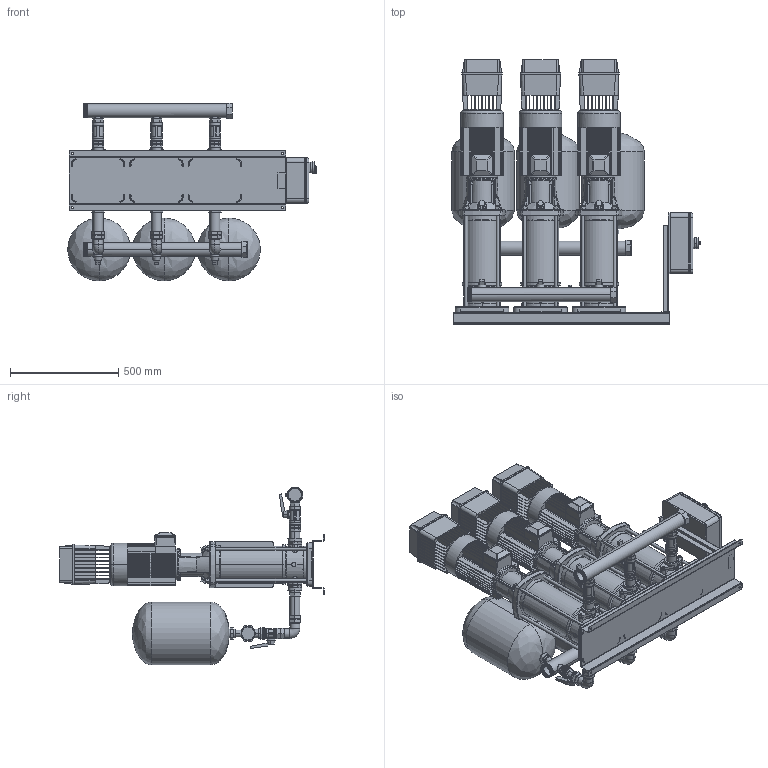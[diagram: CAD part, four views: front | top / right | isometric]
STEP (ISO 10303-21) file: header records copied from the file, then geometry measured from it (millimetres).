
FILE_DESCRIPTION (( 'STEP AP214' ), '1' );
FILE_NAME ('3SBI_15-9_TE_ZB00050660.STEP', '2022-02-04T08:34:19', ( '' ), ( '' ), 'SwSTEP 2.0', 'SolidWorks 2020', '' );
FILE_SCHEMA (( 'AUTOMOTIVE_DESIGN' ));
Length unit declared in the file: mil
Products named in the file (1): 3SBI_15-9_TE_ZB00050660
Bounding box: 1148.25 x 1221 x 821.1 mm (x, y, z)
Volume: 144961782.1 mm3; surface area: 9625517.3 mm2
Topology: 74 solids, 99 shells, 4820 faces, 12479 edges, 7969 vertices
Faces by surface type: plane 2334, cylinder 1580, bspline 534, torus 210, cone 148, sphere 14
Entity records: 220564 total; most frequent: CARTESIAN_POINT 105633, ORIENTED_EDGE 24864, DIRECTION 21876, EDGE_CURVE 12432, VERTEX_POINT 7969, AXIS2_PLACEMENT_3D 7674, VECTOR 6528, LINE 6528
